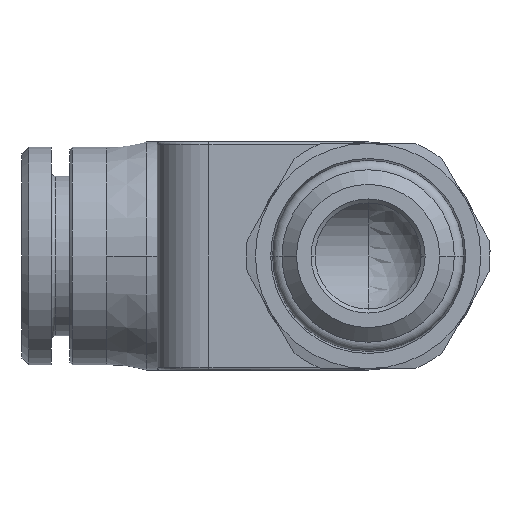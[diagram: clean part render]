
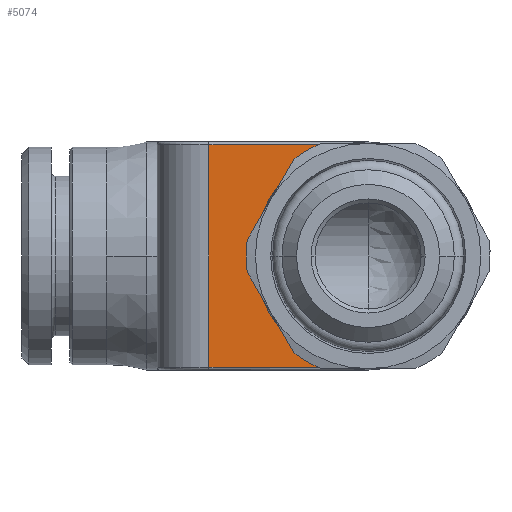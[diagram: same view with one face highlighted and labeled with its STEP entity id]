
A CAD part, front view. The second image highlights one B-rep face of the part: STEP entity #5074.
In plain terms, the highlighted planar face has unit normal (0, -1, 0).
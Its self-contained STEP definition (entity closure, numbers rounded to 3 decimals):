
#1053=CARTESIAN_POINT('',(-1.844,-15.9,8.4));
#1799=DIRECTION('',(-1.,0.,0.));
#1800=VECTOR('',#1799,10.156);
#1801=CARTESIAN_POINT('',(-1.844,-15.9,-8.4));
#1802=LINE('',#1801,#1800);
#1803=DIRECTION('',(0.,0.,-1.));
#1804=VECTOR('',#1803,16.8);
#1805=CARTESIAN_POINT('',(-12.,-15.9,8.4));
#1806=LINE('',#1805,#1804);
#1807=DIRECTION('',(1.,0.,0.));
#1808=VECTOR('',#1807,10.156);
#1809=CARTESIAN_POINT('',(-12.,-15.9,8.4));
#1810=LINE('',#1809,#1808);
#1811=CARTESIAN_POINT('',(0.,-15.9,0.));
#1812=DIRECTION('',(0.,1.,0.));
#1813=DIRECTION('',(-1.,0.,0.));
#1814=AXIS2_PLACEMENT_3D('',#1811,#1812,#1813);
#1816=CARTESIAN_POINT('',(0.,-15.9,0.));
#1817=DIRECTION('',(0.,1.,0.));
#1818=DIRECTION('',(-0.214,0.,-0.977));
#1819=AXIS2_PLACEMENT_3D('',#1816,#1817,#1818);
#2630=CARTESIAN_POINT('',(-12.,-15.9,-8.4));
#2631=VERTEX_POINT('',#2630);
#2634=CARTESIAN_POINT('',(-1.844,-15.9,-8.4));
#2635=VERTEX_POINT('',#2634);
#2684=CARTESIAN_POINT('',(-12.,-15.9,8.4));
#2685=VERTEX_POINT('',#2684);
#2691=VERTEX_POINT('',#1053);
#2924=CARTESIAN_POINT('',(-8.6,-15.9,0.));
#2925=VERTEX_POINT('',#2924);
#5061=CARTESIAN_POINT('',(0.,-15.9,8.6));
#5062=DIRECTION('',(0.,-1.,0.));
#5063=DIRECTION('',(-1.,0.,0.));
#5064=AXIS2_PLACEMENT_3D('',#5061,#5062,#5063);
#5065=PLANE('',#5064);
#5067=ORIENTED_EDGE('',*,*,#5066,.T.);
#5068=ORIENTED_EDGE('',*,*,#3748,.F.);
#5069=ORIENTED_EDGE('',*,*,#4149,.T.);
#5070=ORIENTED_EDGE('',*,*,#4167,.F.);
#5071=ORIENTED_EDGE('',*,*,#3602,.F.);
#5072=EDGE_LOOP('',(#5067,#5068,#5069,#5070,#5071));
#5073=FACE_OUTER_BOUND('',#5072,.F.);
#5074=ADVANCED_FACE('',(#5073),#5065,.T.);
#1815=CIRCLE('',#1814,8.6);
#1820=CIRCLE('',#1819,8.6);
#3602=EDGE_CURVE('',#2635,#2925,#1820,.T.);
#3748=EDGE_CURVE('',#2685,#2631,#1806,.T.);
#4149=EDGE_CURVE('',#2685,#2691,#1810,.T.);
#4167=EDGE_CURVE('',#2925,#2691,#1815,.T.);
#5066=EDGE_CURVE('',#2635,#2631,#1802,.T.);
